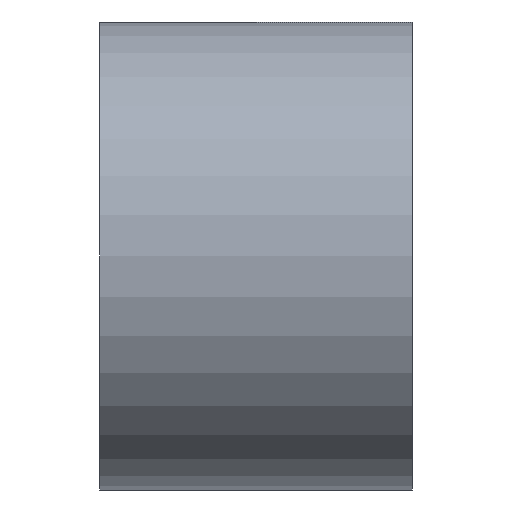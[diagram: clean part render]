
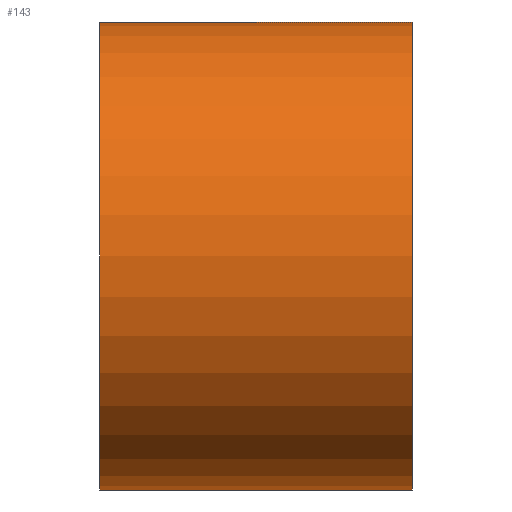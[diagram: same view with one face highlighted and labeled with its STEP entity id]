
A CAD part, left-side view. The second image highlights one B-rep face of the part: STEP entity #143.
In plain terms, the highlighted cylindrical face has radius 3 mm (diameter 6 mm), a partial arc.
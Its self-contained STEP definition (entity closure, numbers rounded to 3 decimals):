
#15=CYLINDRICAL_SURFACE('',#173,3.);
#25=FACE_OUTER_BOUND('',#37,.T.);
#37=EDGE_LOOP('',(#113,#114,#115,#116));
#47=LINE('',#251,#57);
#48=LINE('',#252,#58);
#57=VECTOR('',#207,4.);
#58=VECTOR('',#208,4.);
#63=CIRCLE('',#164,3.);
#67=CIRCLE('',#169,3.);
#71=VERTEX_POINT('',#225);
#72=VERTEX_POINT('',#226);
#77=VERTEX_POINT('',#238);
#78=VERTEX_POINT('',#239);
#83=EDGE_CURVE('',#71,#72,#63,.T.);
#89=EDGE_CURVE('',#77,#78,#67,.T.);
#95=EDGE_CURVE('',#72,#78,#47,.T.);
#96=EDGE_CURVE('',#71,#77,#48,.T.);
#113=ORIENTED_EDGE('',*,*,#89,.T.);
#114=ORIENTED_EDGE('',*,*,#95,.F.);
#115=ORIENTED_EDGE('',*,*,#83,.F.);
#116=ORIENTED_EDGE('',*,*,#96,.T.);
#143=ADVANCED_FACE('',(#25),#15,.T.);
#164=AXIS2_PLACEMENT_3D('',#227,#183,#184);
#169=AXIS2_PLACEMENT_3D('',#240,#195,#196);
#173=AXIS2_PLACEMENT_3D('',#250,#205,#206);
#183=DIRECTION('center_axis',(0.,1.,0.));
#184=DIRECTION('ref_axis',(0.,0.,1.));
#195=DIRECTION('center_axis',(0.,1.,0.));
#196=DIRECTION('ref_axis',(0.,0.,1.));
#205=DIRECTION('center_axis',(0.,-1.,0.));
#206=DIRECTION('ref_axis',(0.,0.,-1.));
#207=DIRECTION('',(0.,-1.,0.));
#208=DIRECTION('',(0.,-1.,0.));
#225=CARTESIAN_POINT('',(-7.,4.,-3.));
#226=CARTESIAN_POINT('',(-7.,4.,3.));
#227=CARTESIAN_POINT('Origin',(-7.,4.,0.));
#238=CARTESIAN_POINT('',(-7.,0.,-3.));
#239=CARTESIAN_POINT('',(-7.,0.,3.));
#240=CARTESIAN_POINT('Origin',(-7.,0.,0.));
#250=CARTESIAN_POINT('Origin',(-7.,4.,0.));
#251=CARTESIAN_POINT('',(-7.,4.,3.));
#252=CARTESIAN_POINT('',(-7.,4.,-3.));
